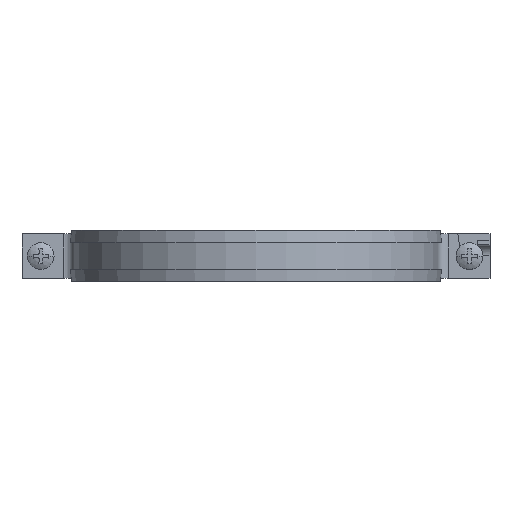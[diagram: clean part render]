
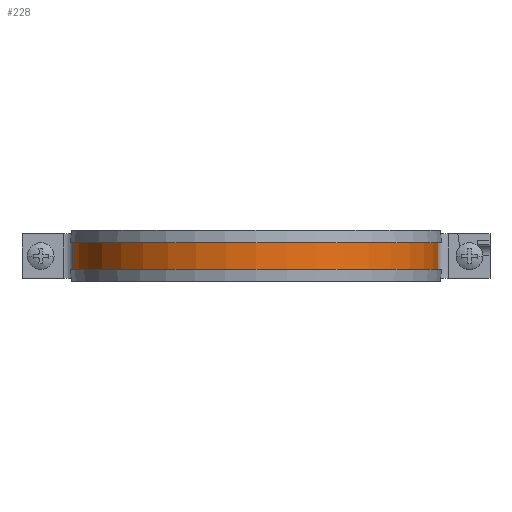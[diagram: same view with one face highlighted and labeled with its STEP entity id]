
A CAD part, front view. The second image highlights one B-rep face of the part: STEP entity #228.
In plain terms, the highlighted cylindrical face has radius 81.8 mm (diameter 163.6 mm), a partial arc.
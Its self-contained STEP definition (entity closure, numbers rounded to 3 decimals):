
#228=ADVANCED_FACE('',(#619),#620,.T.);
#619=FACE_OUTER_BOUND('',#1101,.T.);
#620=CYLINDRICAL_SURFACE('',#1102,81.8);
#1101=EDGE_LOOP('',(#2466,#2467,#2468,#2469));
#1102=AXIS2_PLACEMENT_3D('',#2470,#2471,#2472);
#2466=ORIENTED_EDGE('',*,*,#3515,.F.);
#2467=ORIENTED_EDGE('',*,*,#3665,.T.);
#2468=ORIENTED_EDGE('',*,*,#3666,.F.);
#2469=ORIENTED_EDGE('',*,*,#3667,.F.);
#2470=CARTESIAN_POINT('',(105.0,-0.9,0.0));
#2471=DIRECTION('',(-0.0,0.0,1.0));
#2472=DIRECTION('',(1.0,0.0,0.0));
#3515=EDGE_CURVE('',#4429,#4424,#4431,.T.);
#3665=EDGE_CURVE('',#4429,#4677,#4678,.T.);
#3666=EDGE_CURVE('',#4679,#4677,#4680,.T.);
#3667=EDGE_CURVE('',#4424,#4679,#4681,.T.);
#4424=VERTEX_POINT('',#5631);
#4429=VERTEX_POINT('',#5636);
#4431=CIRCLE('',#5638,81.8);
#4677=VERTEX_POINT('',#5987);
#4678=LINE('',#5988,#5989);
#4679=VERTEX_POINT('',#5990);
#4680=CIRCLE('',#5991,81.8);
#4681=LINE('',#5992,#5993);
#5631=CARTESIAN_POINT('',(23.389,-6.46,0.1));
#5636=CARTESIAN_POINT('',(186.611,-6.46,0.1));
#5638=AXIS2_PLACEMENT_3D('',#7244,#7245,#7246);
#5987=CARTESIAN_POINT('',(186.611,-6.46,20.0));
#5988=CARTESIAN_POINT('',(186.611,-6.46,0.0));
#5989=VECTOR('',#7537,1.0);
#5990=CARTESIAN_POINT('',(23.389,-6.46,20.0));
#5991=AXIS2_PLACEMENT_3D('',#7538,#7539,#7540);
#5992=CARTESIAN_POINT('',(23.389,-6.46,0.0));
#5993=VECTOR('',#7541,1.0);
#7244=CARTESIAN_POINT('',(105.0,-0.9,0.1));
#7245=DIRECTION('',(0.0,0.0,-1.0));
#7246=DIRECTION('',(1.0,0.0,0.0));
#7537=DIRECTION('',(0.0,0.0,1.0));
#7538=CARTESIAN_POINT('',(105.0,-0.9,20.0));
#7539=DIRECTION('',(0.0,-0.0,1.0));
#7540=DIRECTION('',(1.0,0.0,0.0));
#7541=DIRECTION('',(0.0,0.0,1.0));
